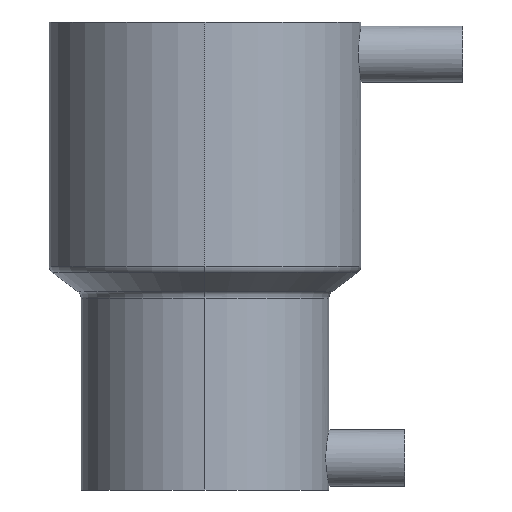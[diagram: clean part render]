
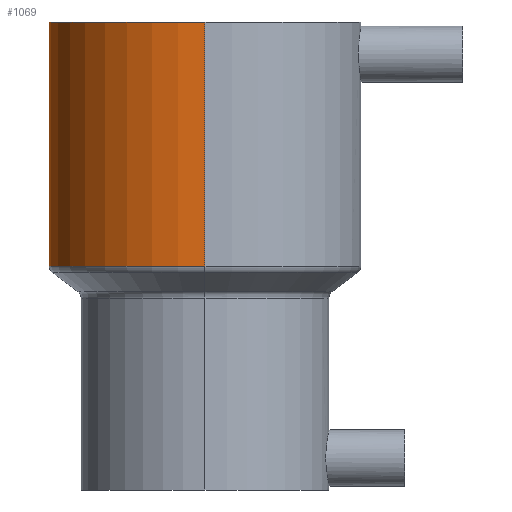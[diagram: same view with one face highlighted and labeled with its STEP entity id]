
A CAD part, left-side view. The second image highlights one B-rep face of the part: STEP entity #1069.
In plain terms, the highlighted cylindrical face has radius 39 mm (diameter 78 mm), a partial arc.
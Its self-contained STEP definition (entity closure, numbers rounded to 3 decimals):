
#65 = CARTESIAN_POINT ( 'NONE',  ( 39., 0., 64.438 ) ) ;
#136 = ORIENTED_EDGE ( 'NONE', *, *, #235, .T. ) ;
#235 = EDGE_CURVE ( 'NONE', #374, #495, #736, .T. ) ;
#241 = AXIS2_PLACEMENT_3D ( 'NONE', #756, #749, #260 ) ;
#260 = DIRECTION ( 'NONE',  ( -1., 0., 0. ) ) ;
#264 = AXIS2_PLACEMENT_3D ( 'NONE', #876, #383, #489 ) ;
#272 = CARTESIAN_POINT ( 'NONE',  ( 39., 0., -16.533 ) ) ;
#276 = CARTESIAN_POINT ( 'NONE',  ( 39., 0., 3.437 ) ) ;
#364 = VECTOR ( 'NONE', #1274, 1000. ) ;
#365 = LINE ( 'NONE', #664, #364 ) ;
#374 = VERTEX_POINT ( 'NONE', #435 ) ;
#383 = DIRECTION ( 'NONE',  ( 0., 0., -1. ) ) ;
#435 = CARTESIAN_POINT ( 'NONE',  ( -39., 0., 64.438 ) ) ;
#445 = AXIS2_PLACEMENT_3D ( 'NONE', #540, #813, #726 ) ;
#454 = FACE_OUTER_BOUND ( 'NONE', #1021, .T. ) ;
#487 = LINE ( 'NONE', #272, #1236 ) ;
#489 = DIRECTION ( 'NONE',  ( -1., 0., 0. ) ) ;
#495 = VERTEX_POINT ( 'NONE', #65 ) ;
#505 = VERTEX_POINT ( 'NONE', #551 ) ;
#527 = VERTEX_POINT ( 'NONE', #276 ) ;
#540 = CARTESIAN_POINT ( 'NONE',  ( 0., 0., 3.437 ) ) ;
#551 = CARTESIAN_POINT ( 'NONE',  ( -39., 0., 3.437 ) ) ;
#554 = ORIENTED_EDGE ( 'NONE', *, *, #991, .F. ) ;
#565 = EDGE_CURVE ( 'NONE', #495, #527, #487, .T. ) ;
#570 = DIRECTION ( 'NONE',  ( 0., 0., -1. ) ) ;
#653 = CYLINDRICAL_SURFACE ( 'NONE', #241, 39. ) ;
#664 = CARTESIAN_POINT ( 'NONE',  ( -39., 0., -16.533 ) ) ;
#726 = DIRECTION ( 'NONE',  ( -1., 0., 0. ) ) ;
#736 = CIRCLE ( 'NONE', #264, 39. ) ;
#749 = DIRECTION ( 'NONE',  ( 0., 0., -1. ) ) ;
#756 = CARTESIAN_POINT ( 'NONE',  ( 0., 0., -16.533 ) ) ;
#813 = DIRECTION ( 'NONE',  ( 0., 0., -1. ) ) ;
#876 = CARTESIAN_POINT ( 'NONE',  ( 0., 0., 64.438 ) ) ;
#919 = ORIENTED_EDGE ( 'NONE', *, *, #565, .T. ) ;
#927 = CIRCLE ( 'NONE', #445, 39. ) ;
#991 = EDGE_CURVE ( 'NONE', #374, #505, #365, .T. ) ;
#998 = ORIENTED_EDGE ( 'NONE', *, *, #1267, .F. ) ;
#1021 = EDGE_LOOP ( 'NONE', ( #136, #919, #998, #554 ) ) ;
#1069 = ADVANCED_FACE ( 'NONE', ( #454 ), #653, .T. ) ;
#1236 = VECTOR ( 'NONE', #570, 1000. ) ;
#1267 = EDGE_CURVE ( 'NONE', #505, #527, #927, .T. ) ;
#1274 = DIRECTION ( 'NONE',  ( 0., 0., -1. ) ) ;
